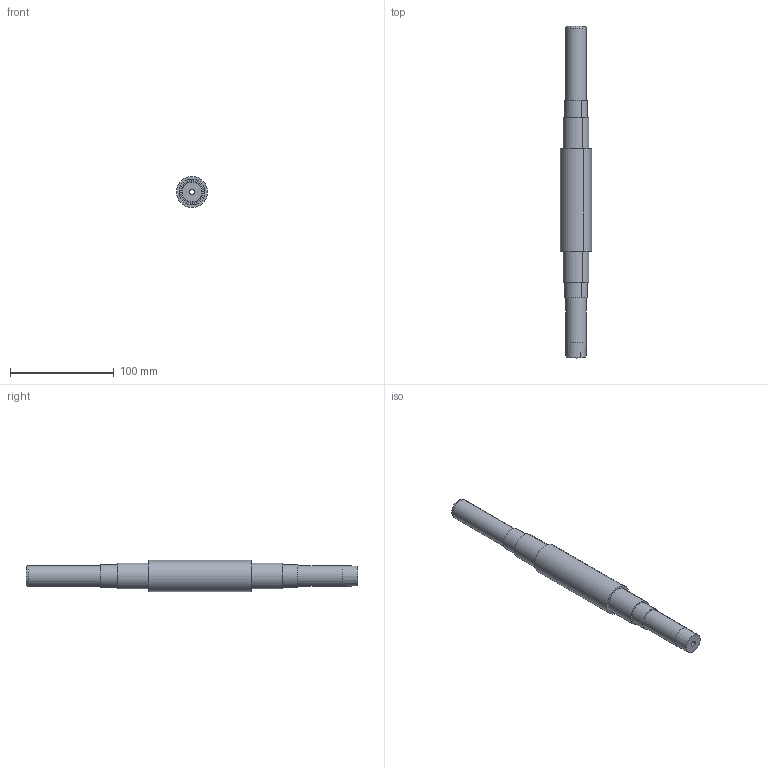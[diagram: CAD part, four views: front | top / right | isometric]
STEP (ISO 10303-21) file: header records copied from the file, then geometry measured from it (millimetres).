
FILE_DESCRIPTION(('CoCreate Modeling STEP Export'),'2;1');
FILE_NAME('m4.stp','2011-05-24T11:12:55',(''),(''),'CoCreate Modeling STEP processor for AP214 (Solid Model)','CoCreate Modeling 18.0P1120 20-Nov-2010 (C) Parametric Technology GmbH','');
FILE_SCHEMA(('AUTOMOTIVE_DESIGN { 1 0 10303 214 1 1 1 1 }'));
Length unit declared in the file: millimetre
Products named in the file (1): Z00001000003_A001.PRT
Bounding box: 29.99 x 320 x 29.99 mm (x, y, z)
Volume: 119946.8 mm3; surface area: 36603.7 mm2
Topology: 1 solids, 1 shells, 34 faces, 69 edges, 43 vertices
Faces by surface type: cylinder 18, plane 8, cone 8
Entity records: 820 total; most frequent: DIRECTION 138, ORIENTED_EDGE 138, CARTESIAN_POINT 125, EDGE_CURVE 69, AXIS2_PLACEMENT_3D 56, VERTEX_POINT 43, EDGE_LOOP 42, FACE_OUTER_BOUND 34
